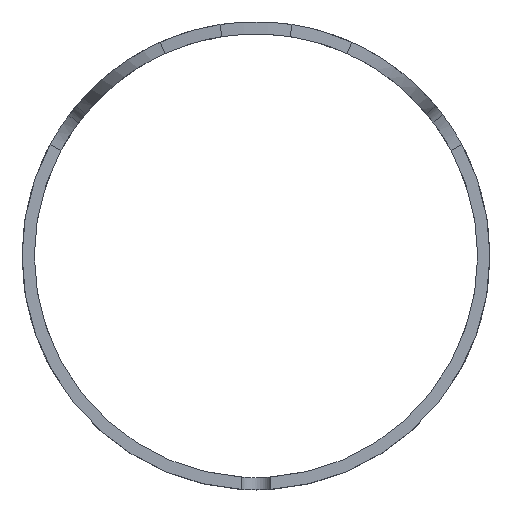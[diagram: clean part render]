
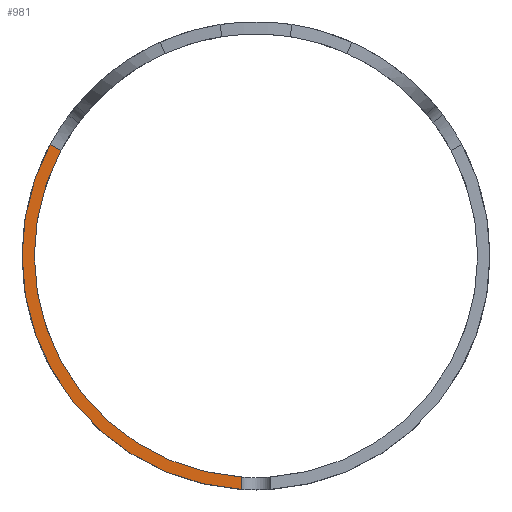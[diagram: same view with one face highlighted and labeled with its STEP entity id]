
A CAD part, top view. The second image highlights one B-rep face of the part: STEP entity #981.
In plain terms, the highlighted planar face has unit normal (0, 0, 1).
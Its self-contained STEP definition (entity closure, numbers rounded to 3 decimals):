
#15 = ORIENTED_EDGE ( 'NONE', *, *, #3218, .F. ) ;
#19 = VERTEX_POINT ( 'NONE', #485 ) ;
#197 = AXIS2_PLACEMENT_3D ( 'NONE', #1712, #1676, #947 ) ;
#205 = AXIS2_PLACEMENT_3D ( 'NONE', #3311, #1778, #780 ) ;
#214 = CARTESIAN_POINT ( 'NONE',  ( -36.803, 9.662, 9. ) ) ;
#285 = CARTESIAN_POINT ( 'NONE',  ( -33.473, 18.093, 9. ) ) ;
#307 = CARTESIAN_POINT ( 'NONE',  ( -32.3, 17.459, 9. ) ) ;
#320 = FACE_OUTER_BOUND ( 'NONE', #2490, .T. ) ;
#396 = EDGE_CURVE ( 'NONE', #2333, #2020, #1870, .T. ) ;
#485 = CARTESIAN_POINT ( 'NONE',  ( -2.291, -35.977, 9. ) ) ;
#538 = VERTEX_POINT ( 'NONE', #1055 ) ;
#600 = AXIS2_PLACEMENT_3D ( 'NONE', #1261, #1507, #3089 ) ;
#612 = ORIENTED_EDGE ( 'NONE', *, *, #2140, .T. ) ;
#622 = CARTESIAN_POINT ( 'NONE',  ( -36.05, 0., 9. ) ) ;
#708 = DIRECTION ( 'NONE',  ( 1., 0., 0. ) ) ;
#780 = DIRECTION ( 'NONE',  ( 1., 0., 0. ) ) ;
#843 = ORIENTED_EDGE ( 'NONE', *, *, #396, .F. ) ;
#845 = ORIENTED_EDGE ( 'NONE', *, *, #2853, .T. ) ;
#872 = AXIS2_PLACEMENT_3D ( 'NONE', #214, #1499, #708 ) ;
#947 = DIRECTION ( 'NONE',  ( 1., 0., 0. ) ) ;
#975 = DIRECTION ( 'NONE',  ( 0., 0., 1. ) ) ;
#981 = ADVANCED_FACE ( 'NONE', ( #320 ), #2243, .T. ) ;
#986 = DIRECTION ( 'NONE',  ( 1., 0., 0. ) ) ;
#1055 = CARTESIAN_POINT ( 'NONE',  ( -33.473, 18.093, 9. ) ) ;
#1102 = CARTESIAN_POINT ( 'NONE',  ( -2.291, -37.981, 9. ) ) ;
#1261 = CARTESIAN_POINT ( 'NONE',  ( 0., 0., 9. ) ) ;
#1332 = CARTESIAN_POINT ( 'NONE',  ( -2.291, -38.05, 9. ) ) ;
#1359 = ORIENTED_EDGE ( 'NONE', *, *, #2636, .T. ) ;
#1499 = DIRECTION ( 'NONE',  ( 0., 0., 1. ) ) ;
#1507 = DIRECTION ( 'NONE',  ( 0., 0., 1. ) ) ;
#1531 = VERTEX_POINT ( 'NONE', #1707 ) ;
#1559 = B_SPLINE_CURVE_WITH_KNOTS ( 'NONE', 3,
 ( #2569, #307, #1793, #285 ),
 .UNSPECIFIED., .F., .F.,
 ( 4, 4 ),
 ( 0.6, 1. ),
 .UNSPECIFIED. ) ;
#1583 = DIRECTION ( 'NONE',  ( 0., 1., 0. ) ) ;
#1584 = CIRCLE ( 'NONE', #205, 36.05 ) ;
#1622 = ORIENTED_EDGE ( 'NONE', *, *, #2288, .T. ) ;
#1676 = DIRECTION ( 'NONE',  ( 0., 0., 1. ) ) ;
#1707 = CARTESIAN_POINT ( 'NONE',  ( -38.05, 0., 9. ) ) ;
#1712 = CARTESIAN_POINT ( 'NONE',  ( 0., 0., 9. ) ) ;
#1778 = DIRECTION ( 'NONE',  ( 0., 0., 1. ) ) ;
#1793 = CARTESIAN_POINT ( 'NONE',  ( -32.886, 17.776, 9. ) ) ;
#1870 = CIRCLE ( 'NONE', #600, 36.05 ) ;
#2020 = VERTEX_POINT ( 'NONE', #622 ) ;
#2025 = AXIS2_PLACEMENT_3D ( 'NONE', #3319, #975, #986 ) ;
#2140 = EDGE_CURVE ( 'NONE', #2977, #19, #2371, .T. ) ;
#2215 = CIRCLE ( 'NONE', #197, 38.05 ) ;
#2243 = PLANE ( 'NONE',  #872 ) ;
#2288 = EDGE_CURVE ( 'NONE', #1531, #2977, #2505, .T. ) ;
#2333 = VERTEX_POINT ( 'NONE', #3276 ) ;
#2371 = LINE ( 'NONE', #1332, #2775 ) ;
#2490 = EDGE_LOOP ( 'NONE', ( #843, #845, #1359, #1622, #612, #15 ) ) ;
#2505 = CIRCLE ( 'NONE', #2025, 38.05 ) ;
#2569 = CARTESIAN_POINT ( 'NONE',  ( -31.713, 17.142, 9. ) ) ;
#2636 = EDGE_CURVE ( 'NONE', #538, #1531, #2215, .T. ) ;
#2775 = VECTOR ( 'NONE', #1583, 1000. ) ;
#2853 = EDGE_CURVE ( 'NONE', #2333, #538, #1559, .T. ) ;
#2977 = VERTEX_POINT ( 'NONE', #1102 ) ;
#3089 = DIRECTION ( 'NONE',  ( 1., 0., 0. ) ) ;
#3218 = EDGE_CURVE ( 'NONE', #2020, #19, #1584, .T. ) ;
#3276 = CARTESIAN_POINT ( 'NONE',  ( -31.713, 17.142, 9. ) ) ;
#3311 = CARTESIAN_POINT ( 'NONE',  ( 0., 0., 9. ) ) ;
#3319 = CARTESIAN_POINT ( 'NONE',  ( 0., 0., 9. ) ) ;
